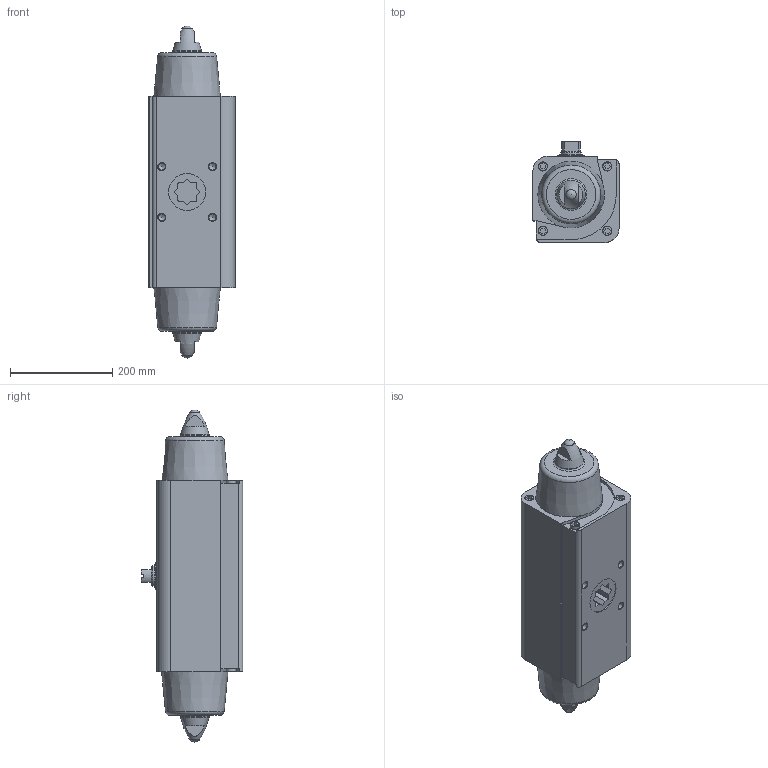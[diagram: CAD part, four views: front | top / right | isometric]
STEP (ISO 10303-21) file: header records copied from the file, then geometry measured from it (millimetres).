
FILE_DESCRIPTION(/* description */ ('STEP AP214'),/* implementation_level */ '2;1');
FILE_NAME(/* name */ '8030624_DAPS-0480-090-RS4-F14-T4',/* time_stamp */ '2024-08-13T17:15:04+02:00',/* author */ ('License CC BY-ND 4.0'),/* organization */ ('CADENAS'),/* preprocessor_version */ 'ST-DEVELOPER v19.3',/* originating_system */ 'PARTsolutions',/* authorisation */ ' ');
FILE_SCHEMA (('AUTOMOTIVE_DESIGN {1 0 10303 214 3 1 1}'));
Length unit declared in the file: millimetre
Products named in the file (3): 8030624 DAPS-0480-090-RS4-F14-T4---0; 8030624 DAPS-0480-090-RS4-F14-T4---(1); 8030624 DAPS-0480-090-RS4-F14-T4---(2)
Assembly tree (2 placements, depth 2):
  8030624 DAPS-0480-090-RS4-F14-T4---0
    8030624 DAPS-0480-090-RS4-F14-T4---(1)
    8030624 DAPS-0480-090-RS4-F14-T4---(2)
Bounding box: 168 x 198 x 648.2 mm (x, y, z)
Volume: 12187220.6 mm3; surface area: 457075.1 mm2
Topology: 2 solids, 2 shells, 241 faces, 596 edges, 381 vertices
Faces by surface type: plane 138, cylinder 51, cone 34, torus 16, sphere 2
Full cylindrical faces by diameter (mm): 4.134 x8, 4.917 x1, 11.445 x2, 13.835 x4, 18 x8, 40 x1, 44 x1, 53 x2, 72 x2
Entity records: 6514 total; most frequent: CARTESIAN_POINT 1145, DIRECTION 1116, ORIENTED_EDGE 950, EDGE_CURVE 475, AXIS2_PLACEMENT_3D 405, FACE_BOUND 363, VERTEX_POINT 358, EDGE_LOOP 348
